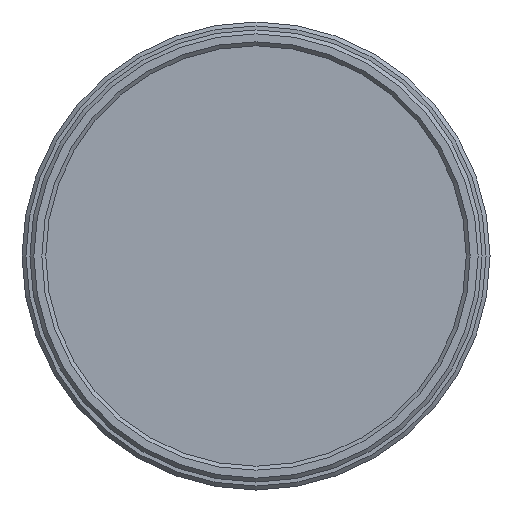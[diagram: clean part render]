
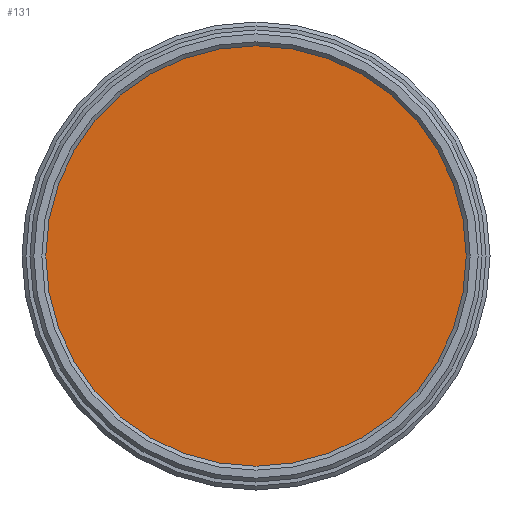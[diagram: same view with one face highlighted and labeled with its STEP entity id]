
A CAD part, left-side view. The second image highlights one B-rep face of the part: STEP entity #131.
In plain terms, the highlighted planar face has unit normal (-1, 0, 0).
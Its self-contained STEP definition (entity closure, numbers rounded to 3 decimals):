
#131=ADVANCED_FACE('',(#151),#149,.F.);
#149=PLANE('',#404);
#151=FACE_OUTER_BOUND('',#189,.T.);
#189=EDGE_LOOP('',(#247));
#247=ORIENTED_EDGE('',*,*,#325,.F.);
#296=VERTEX_POINT('',#611);
#325=EDGE_CURVE('',#296,#296,#354,.T.);
#354=CIRCLE('',#402,13.25);
#402=AXIS2_PLACEMENT_3D('',#610,#509,#510);
#404=AXIS2_PLACEMENT_3D('',#613,#513,#514);
#509=DIRECTION('',(1.,0.,0.));
#510=DIRECTION('',(0.,0.,-1.));
#513=DIRECTION('',(1.,0.,0.));
#514=DIRECTION('',(0.,0.,-1.));
#610=CARTESIAN_POINT('',(3.,0.,0.));
#611=CARTESIAN_POINT('',(3.,0.,-13.25));
#613=CARTESIAN_POINT('',(3.,0.,0.));
